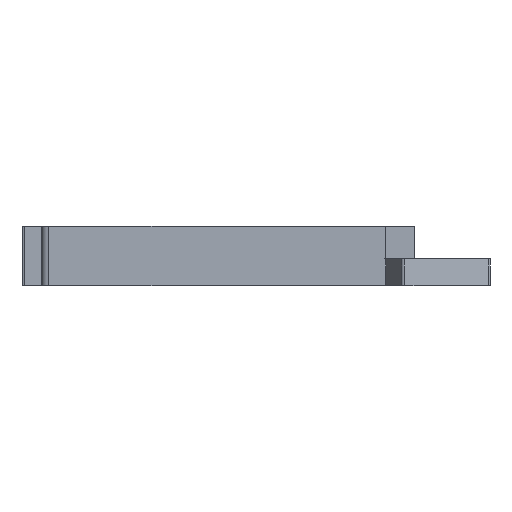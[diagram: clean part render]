
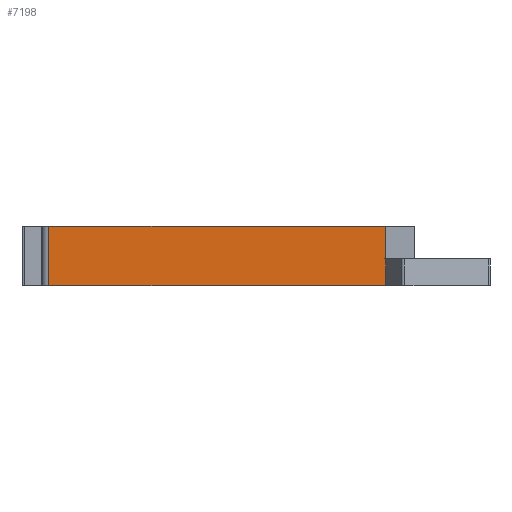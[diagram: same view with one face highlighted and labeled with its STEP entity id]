
A CAD part, left-side view. The second image highlights one B-rep face of the part: STEP entity #7198.
In plain terms, the highlighted planar face has unit normal (-1, 0, 0).
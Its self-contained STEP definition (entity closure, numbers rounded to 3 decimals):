
#338=FACE_OUTER_BOUND('',#738,.T.);
#738=EDGE_LOOP('',(#5652,#5653,#5654,#5655,#5656,#5657));
#1050=LINE('',#9724,#1988);
#1359=LINE('',#10365,#2297);
#1442=LINE('',#10582,#2380);
#1448=LINE('',#10597,#2386);
#1614=LINE('',#11070,#2552);
#1615=LINE('',#11071,#2553);
#1988=VECTOR('',#7870,10.);
#2297=VECTOR('',#8363,10.);
#2380=VECTOR('',#8550,10.);
#2386=VECTOR('',#8566,10.);
#2552=VECTOR('',#8954,10.);
#2553=VECTOR('',#8955,10.);
#2933=VERTEX_POINT('',#9721);
#2934=VERTEX_POINT('',#9723);
#3173=VERTEX_POINT('',#10362);
#3174=VERTEX_POINT('',#10364);
#3243=VERTEX_POINT('',#10581);
#3247=VERTEX_POINT('',#10595);
#3613=EDGE_CURVE('',#2933,#2934,#1050,.T.);
#3932=EDGE_CURVE('',#3174,#3173,#1359,.T.);
#4035=EDGE_CURVE('',#3243,#3174,#1442,.T.);
#4043=EDGE_CURVE('',#3247,#2933,#1448,.T.);
#4247=EDGE_CURVE('',#3243,#3247,#1614,.T.);
#4248=EDGE_CURVE('',#3173,#2934,#1615,.T.);
#5652=ORIENTED_EDGE('',*,*,#4043,.F.);
#5653=ORIENTED_EDGE('',*,*,#4247,.F.);
#5654=ORIENTED_EDGE('',*,*,#4035,.T.);
#5655=ORIENTED_EDGE('',*,*,#3932,.T.);
#5656=ORIENTED_EDGE('',*,*,#4248,.T.);
#5657=ORIENTED_EDGE('',*,*,#3613,.F.);
#6835=PLANE('',#7656);
#7198=ADVANCED_FACE('',(#338),#6835,.T.);
#7656=AXIS2_PLACEMENT_3D('',#11069,#8952,#8953);
#7870=DIRECTION('',(0.,-1.,0.));
#8363=DIRECTION('',(0.,1.,0.));
#8550=DIRECTION('',(0.,0.,1.));
#8566=DIRECTION('',(0.,0.,1.));
#8952=DIRECTION('center_axis',(-1.,0.,0.));
#8953=DIRECTION('ref_axis',(0.,-1.,0.));
#8954=DIRECTION('',(0.,1.,0.));
#8955=DIRECTION('',(0.,0.,1.));
#9721=CARTESIAN_POINT('',(162.585,-49.155,10.5));
#9723=CARTESIAN_POINT('',(162.585,-120.425,10.5));
#9724=CARTESIAN_POINT('',(162.585,-47.655,10.5));
#10362=CARTESIAN_POINT('',(162.585,-120.425,3.65));
#10364=CARTESIAN_POINT('',(162.585,-120.425,3.65));
#10365=CARTESIAN_POINT('',(162.585,-70.975,3.65));
#10581=CARTESIAN_POINT('',(162.585,-120.425,-2.));
#10582=CARTESIAN_POINT('',(162.585,-120.425,0.));
#10595=CARTESIAN_POINT('',(162.585,-49.155,-2.));
#10597=CARTESIAN_POINT('',(162.585,-49.155,0.));
#11069=CARTESIAN_POINT('Origin',(162.585,-47.655,0.));
#11070=CARTESIAN_POINT('',(162.585,-47.655,-2.));
#11071=CARTESIAN_POINT('',(162.585,-120.425,0.));
